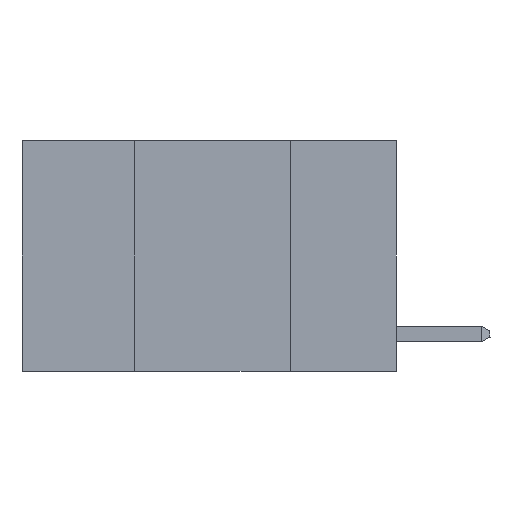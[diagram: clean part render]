
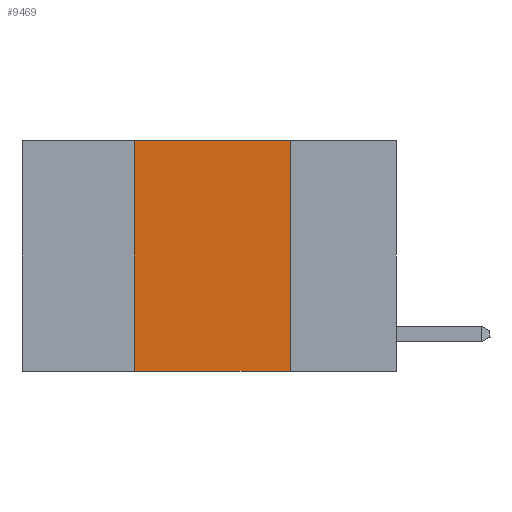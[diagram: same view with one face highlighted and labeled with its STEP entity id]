
A CAD part, left-side view. The second image highlights one B-rep face of the part: STEP entity #9469.
In plain terms, the highlighted planar face has unit normal (-1, 0, 0).
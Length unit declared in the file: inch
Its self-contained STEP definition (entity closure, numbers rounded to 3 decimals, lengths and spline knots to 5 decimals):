
#678 = DIRECTION ( 'NONE',  ( 1., 0., 0. ) ) ;
#1106 = EDGE_CURVE ( 'NONE', #5811, #3825, #3199, .T. ) ;
#1848 = DIRECTION ( 'NONE',  ( 0., 0., -1. ) ) ;
#2065 = DIRECTION ( 'NONE',  ( 0., 0., 1. ) ) ;
#2386 = VECTOR ( 'NONE', #5656, 39.37008 ) ;
#2487 = CARTESIAN_POINT ( 'NONE',  ( 0., 0.42, -0.37 ) ) ;
#3166 = DIRECTION ( 'NONE',  ( 0., -1., 0. ) ) ;
#3199 = LINE ( 'NONE', #9341, #3710 ) ;
#3404 = VERTEX_POINT ( 'NONE', #2487 ) ;
#3710 = VECTOR ( 'NONE', #1848, 39.37008 ) ;
#3718 = VECTOR ( 'NONE', #2065, 39.37008 ) ;
#3825 = VERTEX_POINT ( 'NONE', #8960 ) ;
#3994 = LINE ( 'NONE', #8634, #5942 ) ;
#4135 = ORIENTED_EDGE ( 'NONE', *, *, #5915, .T. ) ;
#4300 = EDGE_CURVE ( 'NONE', #3404, #7068, #6511, .T. ) ;
#4459 = PLANE ( 'NONE',  #5328 ) ;
#4735 = ORIENTED_EDGE ( 'NONE', *, *, #4300, .F. ) ;
#5064 = LINE ( 'NONE', #7261, #2386 ) ;
#5328 = AXIS2_PLACEMENT_3D ( 'NONE', #6077, #678, #6030 ) ;
#5337 = FACE_OUTER_BOUND ( 'NONE', #8335, .T. ) ;
#5656 = DIRECTION ( 'NONE',  ( 0., -1., 0. ) ) ;
#5811 = VERTEX_POINT ( 'NONE', #7731 ) ;
#5915 = EDGE_CURVE ( 'NONE', #3404, #3825, #5064, .T. ) ;
#5942 = VECTOR ( 'NONE', #3166, 39.37008 ) ;
#5990 = CARTESIAN_POINT ( 'NONE',  ( 0., 0.42, 0. ) ) ;
#6030 = DIRECTION ( 'NONE',  ( 0., 0., -1. ) ) ;
#6077 = CARTESIAN_POINT ( 'NONE',  ( 0., 0.6, 0. ) ) ;
#6511 = LINE ( 'NONE', #8023, #3718 ) ;
#7068 = VERTEX_POINT ( 'NONE', #5990 ) ;
#7261 = CARTESIAN_POINT ( 'NONE',  ( 0., 0.6, -0.37 ) ) ;
#7731 = CARTESIAN_POINT ( 'NONE',  ( 0., 0.17, 0. ) ) ;
#7755 = ORIENTED_EDGE ( 'NONE', *, *, #8352, .F. ) ;
#8023 = CARTESIAN_POINT ( 'NONE',  ( 0., 0.42, 0. ) ) ;
#8335 = EDGE_LOOP ( 'NONE', ( #9788, #7755, #4735, #4135 ) ) ;
#8352 = EDGE_CURVE ( 'NONE', #7068, #5811, #3994, .T. ) ;
#8634 = CARTESIAN_POINT ( 'NONE',  ( 0., 0.6, 0. ) ) ;
#8960 = CARTESIAN_POINT ( 'NONE',  ( 0., 0.17, -0.37 ) ) ;
#9341 = CARTESIAN_POINT ( 'NONE',  ( 0., 0.17, 0. ) ) ;
#9469 = ADVANCED_FACE ( 'NONE', ( #5337 ), #4459, .F. ) ;
#9788 = ORIENTED_EDGE ( 'NONE', *, *, #1106, .F. ) ;
